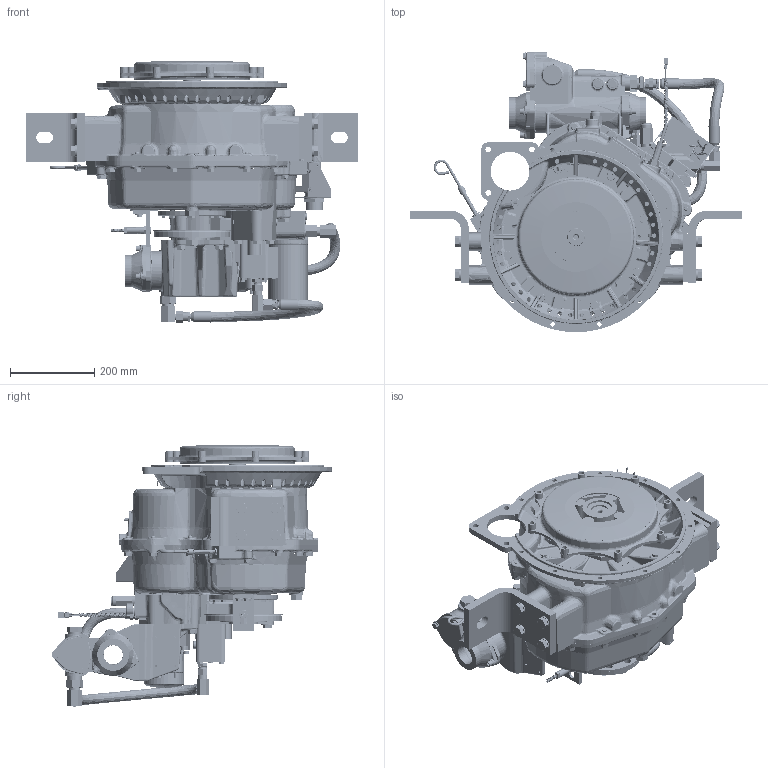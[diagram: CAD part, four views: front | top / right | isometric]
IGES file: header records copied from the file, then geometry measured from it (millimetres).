
Start section: SolidWorks IGES file using analytic representation for surfaces
Global section: file name: PX13174C.IGS; native system: SolidWorks 2010; preprocessor: SolidWorks 2010; author: DVandooren; date: 160617.134029; units: millimetre
Bounding box: 787.4 x 665.62 x 621.16 mm (x, y, z)
Surface area: 2932608.9 mm2 (no closed solid volume)
Topology: 0 solids, 0 shells, 5891 faces, 101372 edges, 101158 vertices
Faces by surface type: bspline 3693, revolution 2198
